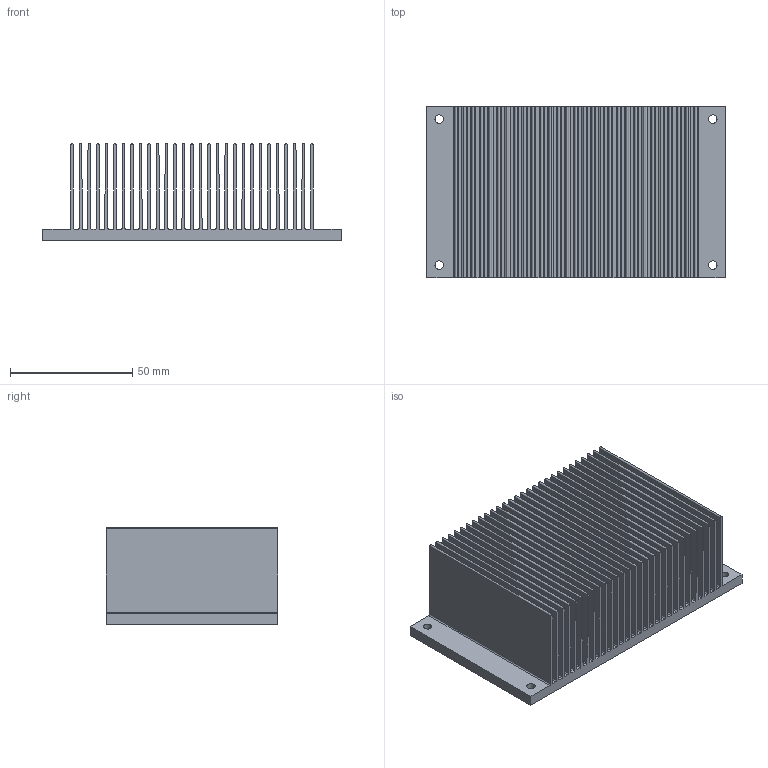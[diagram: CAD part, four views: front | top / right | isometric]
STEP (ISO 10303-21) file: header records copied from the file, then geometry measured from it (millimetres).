
FILE_DESCRIPTION(/* description */ (''),/* implementation_level */ '2;1');
FILE_NAME(/* name */ 'HSINK_TDK-LAMBDA_HAL-F12T.stp',/* time_stamp */ '2017-03-06T13:57:35+01:00',/* author */ ('riccim'),/* organization */ ('SolidWorks'),/* preprocessor_version */ 'ST-DEVELOPER v15.5',/* originating_system */ 'AutoCAD Mechanical',/* authorisation */ ' ');
FILE_SCHEMA (('AUTOMOTIVE_DESIGN { 1 0 10303 214 3 1 1 }'));
Length unit declared in the file: millimetre
Products named in the file (1): Product
Bounding box: 122 x 69.9 x 39.5 mm (x, y, z)
Volume: 116245.2 mm3; surface area: 160888.7 mm2
Topology: 1 solids, 1 shells, 184 faces, 546 edges, 364 vertices
Faces by surface type: plane 93, cylinder 91
Full cylindrical faces by diameter (mm): 3.5 x4
Entity records: 6240 total; most frequent: DIRECTION 1094, CARTESIAN_POINT 1091, ORIENTED_EDGE 1084, EDGE_CURVE 542, AXIS2_PLACEMENT_3D 367, VERTEX_POINT 364, LINE 360, VECTOR 360
